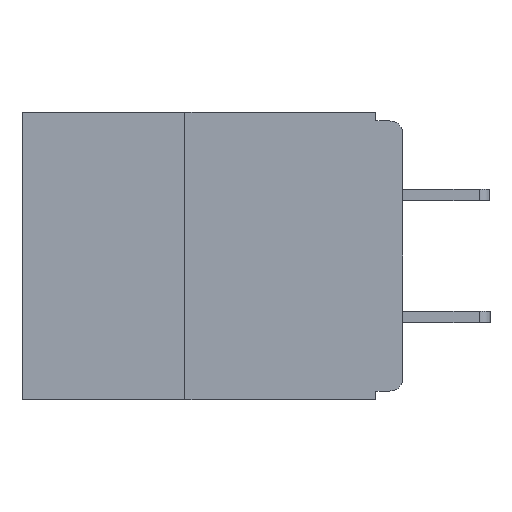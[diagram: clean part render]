
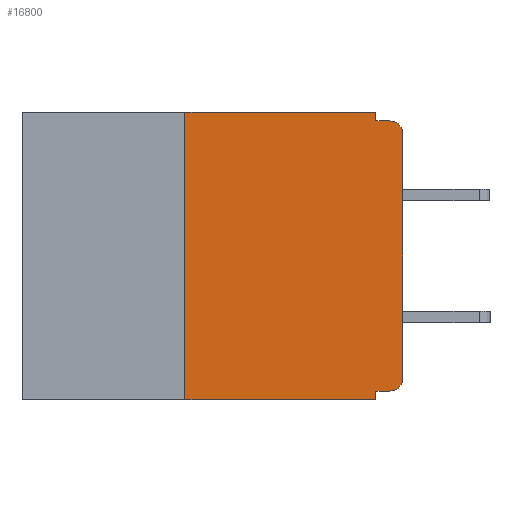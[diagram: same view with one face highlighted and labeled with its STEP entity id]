
A CAD part, left-side view. The second image highlights one B-rep face of the part: STEP entity #16800.
In plain terms, the highlighted planar face has unit normal (-1, 0, 0).
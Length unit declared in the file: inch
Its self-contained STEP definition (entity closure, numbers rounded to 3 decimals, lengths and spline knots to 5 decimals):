
#122 = DIRECTION ( 'NONE',  ( 0., -1., 0. ) ) ;
#784 = DIRECTION ( 'NONE',  ( 0., 0., -1. ) ) ;
#1149 = CARTESIAN_POINT ( 'NONE',  ( 0., 0.031, -0.33 ) ) ;
#2084 = DIRECTION ( 'NONE',  ( 0., 0., -1. ) ) ;
#2504 = ORIENTED_EDGE ( 'NONE', *, *, #29325, .T. ) ;
#3254 = VERTEX_POINT ( 'NONE', #13593 ) ;
#3268 = ORIENTED_EDGE ( 'NONE', *, *, #15227, .F. ) ;
#3716 = ORIENTED_EDGE ( 'NONE', *, *, #14201, .T. ) ;
#3764 = CIRCLE ( 'NONE', #22441, 0.015 ) ;
#3909 = DIRECTION ( 'NONE',  ( 0., 0., 1. ) ) ;
#5467 = EDGE_LOOP ( 'NONE', ( #9029, #7005, #8633, #3268, #32582, #14467, #3716, #12410, #26321, #2504 ) ) ;
#6057 = CARTESIAN_POINT ( 'NONE',  ( 0., 0., -0.025 ) ) ;
#6163 = VECTOR ( 'NONE', #18524, 39.37008 ) ;
#6219 = VECTOR ( 'NONE', #3909, 39.37008 ) ;
#6240 = CARTESIAN_POINT ( 'NONE',  ( 0., 0.031, -0.01 ) ) ;
#7005 = ORIENTED_EDGE ( 'NONE', *, *, #33212, .T. ) ;
#7033 = CARTESIAN_POINT ( 'NONE',  ( 0., 0.031, 0. ) ) ;
#7103 = VECTOR ( 'NONE', #22669, 39.37008 ) ;
#7302 = EDGE_CURVE ( 'NONE', #24818, #28415, #14118, .T. ) ;
#8299 = VERTEX_POINT ( 'NONE', #8315 ) ;
#8315 = CARTESIAN_POINT ( 'NONE',  ( 0., 0.031, -0.33 ) ) ;
#8633 = ORIENTED_EDGE ( 'NONE', *, *, #9360, .F. ) ;
#9029 = ORIENTED_EDGE ( 'NONE', *, *, #24749, .T. ) ;
#9360 = EDGE_CURVE ( 'NONE', #22977, #22790, #20217, .T. ) ;
#9533 = VERTEX_POINT ( 'NONE', #6057 ) ;
#9654 = DIRECTION ( 'NONE',  ( 0., 0., -1. ) ) ;
#10897 = VECTOR ( 'NONE', #9654, 39.37008 ) ;
#11227 = LINE ( 'NONE', #16195, #18281 ) ;
#11290 = CIRCLE ( 'NONE', #11751, 0.015 ) ;
#11751 = AXIS2_PLACEMENT_3D ( 'NONE', #32025, #16641, #784 ) ;
#12103 = CARTESIAN_POINT ( 'NONE',  ( 0., 0.25, 0. ) ) ;
#12342 = CARTESIAN_POINT ( 'NONE',  ( 0., 0.031, -0.32 ) ) ;
#12410 = ORIENTED_EDGE ( 'NONE', *, *, #18435, .F. ) ;
#13463 = VERTEX_POINT ( 'NONE', #12342 ) ;
#13593 = CARTESIAN_POINT ( 'NONE',  ( 0., 0.25, -0.33 ) ) ;
#14118 = LINE ( 'NONE', #19932, #7103 ) ;
#14201 = EDGE_CURVE ( 'NONE', #3254, #8299, #28120, .T. ) ;
#14467 = ORIENTED_EDGE ( 'NONE', *, *, #28085, .F. ) ;
#14678 = CARTESIAN_POINT ( 'NONE',  ( 0., 0.015, -0.025 ) ) ;
#14899 = LINE ( 'NONE', #1149, #27887 ) ;
#15145 = VECTOR ( 'NONE', #122, 39.37008 ) ;
#15227 = EDGE_CURVE ( 'NONE', #28415, #22977, #31593, .T. ) ;
#15248 = PLANE ( 'NONE',  #17175 ) ;
#15502 = VECTOR ( 'NONE', #16716, 39.37008 ) ;
#15865 = CARTESIAN_POINT ( 'NONE',  ( 0., 0.437, -0.33 ) ) ;
#16195 = CARTESIAN_POINT ( 'NONE',  ( 0., 0., -0.32 ) ) ;
#16376 = EDGE_CURVE ( 'NONE', #18929, #13463, #11227, .T. ) ;
#16641 = DIRECTION ( 'NONE',  ( -1., 0., 0. ) ) ;
#16716 = DIRECTION ( 'NONE',  ( 0., 0., 1. ) ) ;
#16800 = ADVANCED_FACE ( 'NONE', ( #23571 ), #15248, .F. ) ;
#17140 = LINE ( 'NONE', #21871, #15502 ) ;
#17175 = AXIS2_PLACEMENT_3D ( 'NONE', #28162, #17897, #2084 ) ;
#17322 = DIRECTION ( 'NONE',  ( 0., 0., -1. ) ) ;
#17438 = CARTESIAN_POINT ( 'NONE',  ( 0., 0., -0.305 ) ) ;
#17861 = CARTESIAN_POINT ( 'NONE',  ( 0., 0.031, 0. ) ) ;
#17897 = DIRECTION ( 'NONE',  ( 1., 0., 0. ) ) ;
#17901 = CARTESIAN_POINT ( 'NONE',  ( 0., 0.015, -0.32 ) ) ;
#18281 = VECTOR ( 'NONE', #18818, 39.37008 ) ;
#18435 = EDGE_CURVE ( 'NONE', #13463, #8299, #14899, .T. ) ;
#18524 = DIRECTION ( 'NONE',  ( 0., -1., 0. ) ) ;
#18818 = DIRECTION ( 'NONE',  ( 0., 1., 0. ) ) ;
#18929 = VERTEX_POINT ( 'NONE', #17901 ) ;
#19712 = CARTESIAN_POINT ( 'NONE',  ( 0., 0., 0. ) ) ;
#19932 = CARTESIAN_POINT ( 'NONE',  ( 0., 0.437, 0. ) ) ;
#20217 = LINE ( 'NONE', #31320, #6163 ) ;
#21871 = CARTESIAN_POINT ( 'NONE',  ( 0., 0.25, -0.33 ) ) ;
#22441 = AXIS2_PLACEMENT_3D ( 'NONE', #14678, #32687, #17322 ) ;
#22669 = DIRECTION ( 'NONE',  ( 0., -1., 0. ) ) ;
#22790 = VERTEX_POINT ( 'NONE', #26449 ) ;
#22977 = VERTEX_POINT ( 'NONE', #6240 ) ;
#23571 = FACE_OUTER_BOUND ( 'NONE', #5467, .T. ) ;
#24749 = EDGE_CURVE ( 'NONE', #33244, #9533, #32237, .T. ) ;
#24818 = VERTEX_POINT ( 'NONE', #12103 ) ;
#24876 = DIRECTION ( 'NONE',  ( 0., 0., -1. ) ) ;
#26321 = ORIENTED_EDGE ( 'NONE', *, *, #16376, .F. ) ;
#26449 = CARTESIAN_POINT ( 'NONE',  ( 0., 0.015, -0.01 ) ) ;
#27887 = VECTOR ( 'NONE', #24876, 39.37008 ) ;
#28085 = EDGE_CURVE ( 'NONE', #3254, #24818, #17140, .T. ) ;
#28120 = LINE ( 'NONE', #15865, #15145 ) ;
#28162 = CARTESIAN_POINT ( 'NONE',  ( 0., 0.437, 0. ) ) ;
#28415 = VERTEX_POINT ( 'NONE', #17861 ) ;
#29325 = EDGE_CURVE ( 'NONE', #18929, #33244, #11290, .T. ) ;
#31320 = CARTESIAN_POINT ( 'NONE',  ( 0., 0., -0.01 ) ) ;
#31593 = LINE ( 'NONE', #7033, #10897 ) ;
#32025 = CARTESIAN_POINT ( 'NONE',  ( 0., 0.015, -0.305 ) ) ;
#32237 = LINE ( 'NONE', #19712, #6219 ) ;
#32582 = ORIENTED_EDGE ( 'NONE', *, *, #7302, .F. ) ;
#32687 = DIRECTION ( 'NONE',  ( -1., 0., 0. ) ) ;
#33212 = EDGE_CURVE ( 'NONE', #9533, #22790, #3764, .T. ) ;
#33244 = VERTEX_POINT ( 'NONE', #17438 ) ;
